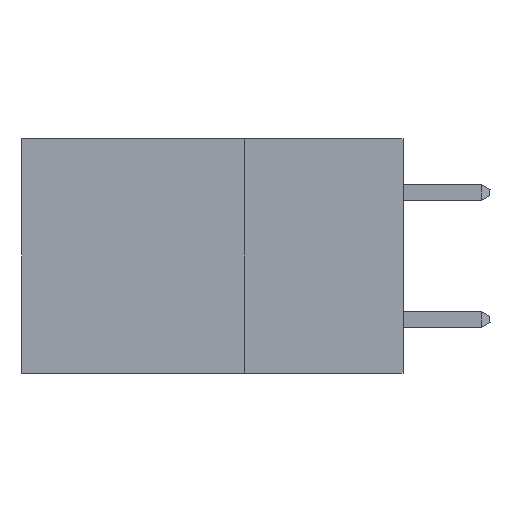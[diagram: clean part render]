
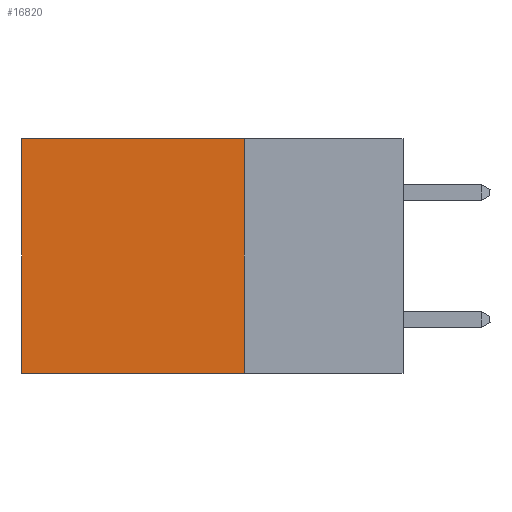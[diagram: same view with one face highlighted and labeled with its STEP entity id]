
A CAD part, left-side view. The second image highlights one B-rep face of the part: STEP entity #16820.
In plain terms, the highlighted planar face has unit normal (-1, 0, 0).
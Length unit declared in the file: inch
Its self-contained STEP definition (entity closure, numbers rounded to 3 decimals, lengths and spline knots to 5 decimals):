
#900 = VECTOR ( 'NONE', #10502, 39.37008 ) ;
#1629 = VERTEX_POINT ( 'NONE', #10873 ) ;
#2812 = EDGE_CURVE ( 'NONE', #4490, #1629, #9043, .T. ) ;
#3848 = VECTOR ( 'NONE', #9026, 39.37008 ) ;
#4490 = VERTEX_POINT ( 'NONE', #7808 ) ;
#4552 = ORIENTED_EDGE ( 'NONE', *, *, #13191, .F. ) ;
#4858 = CARTESIAN_POINT ( 'NONE',  ( 0.2875, 0.25, 0. ) ) ;
#4878 = VERTEX_POINT ( 'NONE', #14346 ) ;
#4980 = VECTOR ( 'NONE', #21459, 39.37008 ) ;
#6395 = LINE ( 'NONE', #15983, #900 ) ;
#6714 = DIRECTION ( 'NONE',  ( 0., 0., -1. ) ) ;
#7245 = AXIS2_PLACEMENT_3D ( 'NONE', #4858, #17701, #6714 ) ;
#7808 = CARTESIAN_POINT ( 'NONE',  ( 0.2875, 0.25, 0. ) ) ;
#8009 = EDGE_CURVE ( 'NONE', #4878, #14353, #6395, .T. ) ;
#8503 = ORIENTED_EDGE ( 'NONE', *, *, #2812, .F. ) ;
#8670 = CARTESIAN_POINT ( 'NONE',  ( 0.2875, 0.25, 0. ) ) ;
#8739 = DIRECTION ( 'NONE',  ( 0., 0., -1. ) ) ;
#9026 = DIRECTION ( 'NONE',  ( 0., 1., 0. ) ) ;
#9043 = LINE ( 'NONE', #16060, #18225 ) ;
#10502 = DIRECTION ( 'NONE',  ( 0., 0., -1. ) ) ;
#10873 = CARTESIAN_POINT ( 'NONE',  ( 0.2875, 0.25, -0.37 ) ) ;
#12156 = PLANE ( 'NONE',  #7245 ) ;
#12286 = CARTESIAN_POINT ( 'NONE',  ( 0.2875, 0.6, -0.37 ) ) ;
#13191 = EDGE_CURVE ( 'NONE', #1629, #14353, #23360, .T. ) ;
#13663 = ORIENTED_EDGE ( 'NONE', *, *, #21543, .T. ) ;
#14346 = CARTESIAN_POINT ( 'NONE',  ( 0.2875, 0.6, 0. ) ) ;
#14353 = VERTEX_POINT ( 'NONE', #12286 ) ;
#14751 = LINE ( 'NONE', #8670, #4980 ) ;
#15983 = CARTESIAN_POINT ( 'NONE',  ( 0.2875, 0.6, 0. ) ) ;
#16060 = CARTESIAN_POINT ( 'NONE',  ( 0.2875, 0.25, 0. ) ) ;
#16820 = ADVANCED_FACE ( 'NONE', ( #17989 ), #12156, .F. ) ;
#17701 = DIRECTION ( 'NONE',  ( 1., 0., 0. ) ) ;
#17989 = FACE_OUTER_BOUND ( 'NONE', #23230, .T. ) ;
#18225 = VECTOR ( 'NONE', #8739, 39.37008 ) ;
#20724 = ORIENTED_EDGE ( 'NONE', *, *, #8009, .T. ) ;
#21459 = DIRECTION ( 'NONE',  ( 0., 1., 0. ) ) ;
#21543 = EDGE_CURVE ( 'NONE', #4490, #4878, #14751, .T. ) ;
#21833 = CARTESIAN_POINT ( 'NONE',  ( 0.2875, 0.25, -0.37 ) ) ;
#23230 = EDGE_LOOP ( 'NONE', ( #20724, #4552, #8503, #13663 ) ) ;
#23360 = LINE ( 'NONE', #21833, #3848 ) ;
